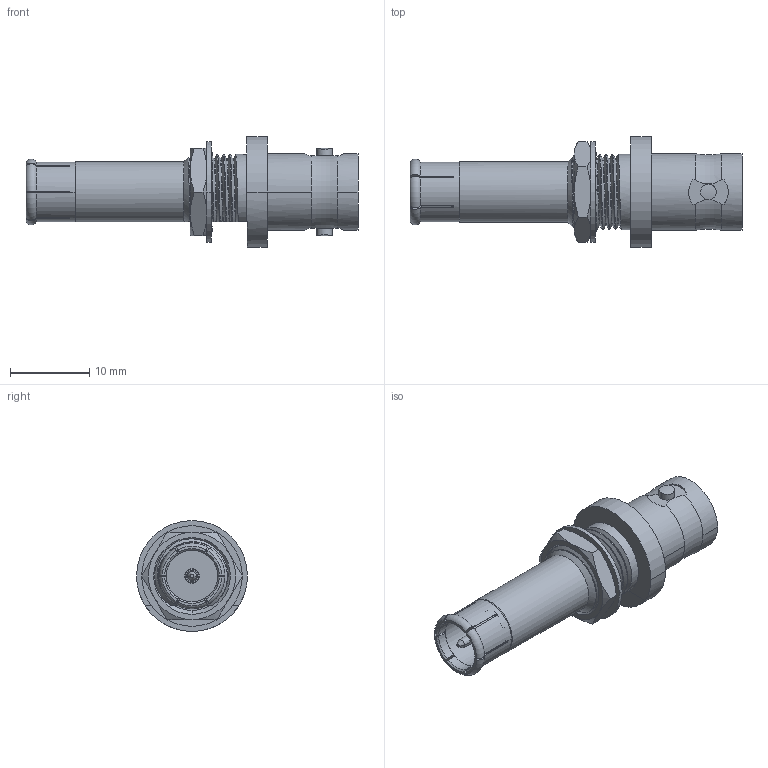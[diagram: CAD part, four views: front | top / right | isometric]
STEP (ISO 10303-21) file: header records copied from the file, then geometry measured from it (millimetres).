
FILE_DESCRIPTION((''),'2;1');
FILE_NAME('B5071A3-001-NT3G-75_SW0002___','2020-08-25T16:01:21',('Vijayaragavan'),(''),'CREO PARAMETRIC BY PTC INC, 2019444','CREO PARAMETRIC BY PTC INC, 2019444','');
FILE_SCHEMA(('CONFIG_CONTROL_DESIGN'));
Length unit declared in the file: millimetre
Products named in the file (1): B5071A3-001-NT3G-75_SW0002___
Bounding box: 41.9 x 14 x 14 mm (x, y, z)
Volume: 2056 mm3; surface area: 2273.1 mm2
Topology: 1 solids, 1 shells, 322 faces, 913 edges, 563 vertices
Faces by surface type: bspline 113, plane 78, cylinder 78, cone 45, torus 8
Entity records: 17163 total; most frequent: CARTESIAN_POINT 9581, ORIENTED_EDGE 1822, DIRECTION 1243, EDGE_CURVE 911, VERTEX_POINT 563, AXIS2_PLACEMENT_3D 473, B_SPLINE_CURVE_WITH_KNOTS 350, EDGE_LOOP 336
